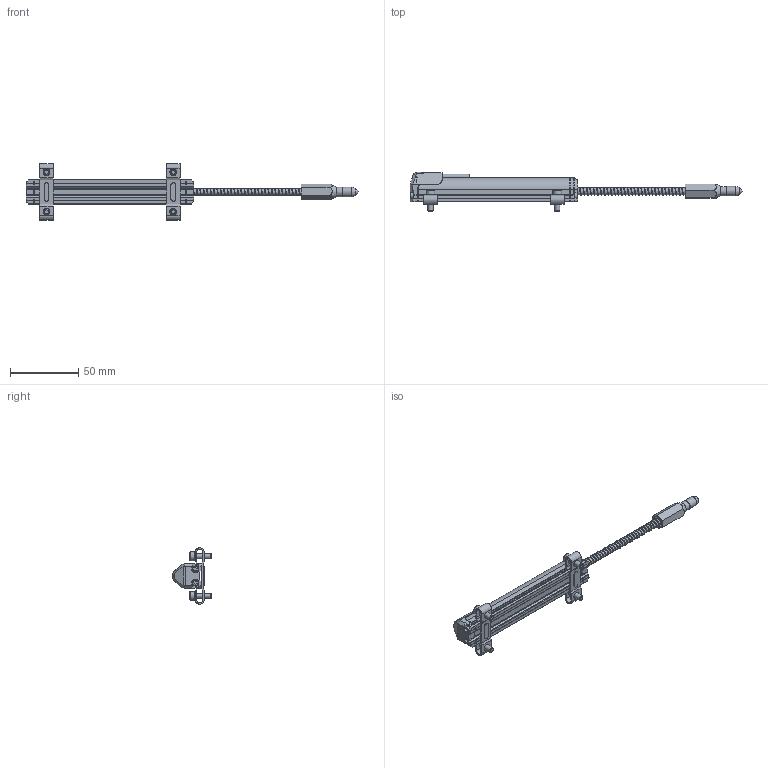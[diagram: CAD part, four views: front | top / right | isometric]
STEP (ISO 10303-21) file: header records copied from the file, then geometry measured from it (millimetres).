
FILE_DESCRIPTION (( 'STEP AP214' ), '1' );
FILE_NAME ('LSSR-33P-0075-A5-C2.STEP', '2024-10-02T13:13:36', ( '' ), ( '' ), 'SwSTEP 2.0', 'SolidWorks 2023', '' );
FILE_SCHEMA (( 'AUTOMOTIVE_DESIGN' ));
Length unit declared in the file: inch
Products named in the file (1): LSSR-33P-0075-A5-C2
Bounding box: 243.5 x 28.84 x 41.4 mm (x, y, z)
Volume: 40017.5 mm3; surface area: 24127.4 mm2
Topology: 22 solids, 22 shells, 611 faces, 1558 edges, 1021 vertices
Faces by surface type: plane 374, cylinder 173, bspline 33, cone 30, sphere 1
Full cylindrical faces by diameter (mm): 0.652 x1, 1.5 x2, 2.6 x6, 2.65 x2, 2.875 x4, 4 x7, 4.2 x1, 4.5 x4, 4.6 x4, 5 x5, 5.4 x1, 6.5 x4, 6.85 x1, 6.9 x4, 7 x1, 8.5 x1
Entity records: 34602 total; most frequent: CARTESIAN_POINT 19982, ORIENTED_EDGE 2952, DIRECTION 2829, EDGE_CURVE 1476, VERTEX_POINT 1008, LINE 999, VECTOR 999, AXIS2_PLACEMENT_3D 915
